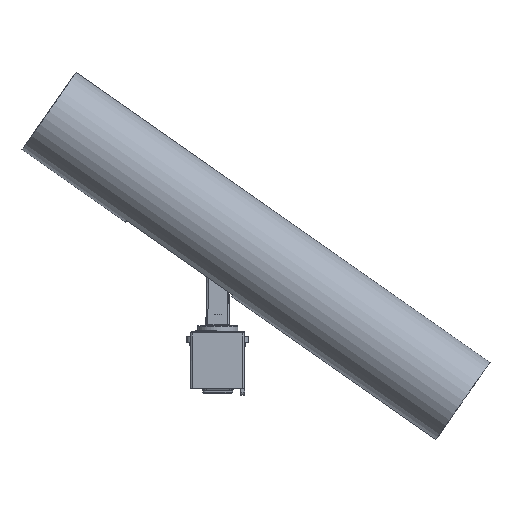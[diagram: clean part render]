
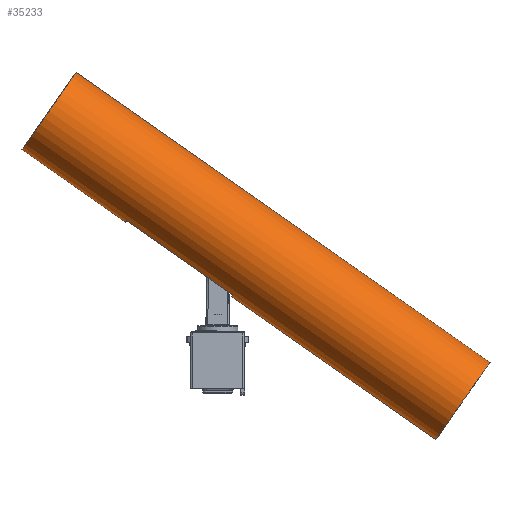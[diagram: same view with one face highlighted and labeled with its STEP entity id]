
A CAD part, front view. The second image highlights one B-rep face of the part: STEP entity #35233.
In plain terms, the highlighted cylindrical face has radius 14 mm (diameter 28 mm), a full revolution.
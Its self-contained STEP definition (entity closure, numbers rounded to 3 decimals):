
#1523=CYLINDRICAL_SURFACE('',#37370,14.);
#3115=FACE_OUTER_BOUND('',#5190,.T.);
#5190=EDGE_LOOP('',(#24222,#24223,#24224,#24225,#24226,#24227,#24228,#24229,
#24230,#24231,#24232,#24233));
#7378=LINE('',#50996,#10508);
#7380=LINE('',#51041,#10510);
#7388=LINE('',#51110,#10518);
#7389=LINE('',#51111,#10519);
#10508=VECTOR('',#40886,10.);
#10510=VECTOR('',#40894,10.);
#10518=VECTOR('',#40936,14.);
#10519=VECTOR('',#40937,14.);
#13626=CIRCLE('',#37310,14.);
#13632=CIRCLE('',#37320,14.);
#13652=CIRCLE('',#37351,14.);
#13653=CIRCLE('',#37352,14.);
#13654=CIRCLE('',#37354,14.);
#13655=CIRCLE('',#37355,14.);
#15085=VERTEX_POINT('',#50863);
#15091=VERTEX_POINT('',#50882);
#15117=VERTEX_POINT('',#50990);
#15118=VERTEX_POINT('',#50995);
#15120=VERTEX_POINT('',#51022);
#15121=VERTEX_POINT('',#51024);
#15124=VERTEX_POINT('',#51040);
#15126=VERTEX_POINT('',#51067);
#18560=EDGE_CURVE('',#15085,#15085,#13626,.T.);
#18569=EDGE_CURVE('',#15091,#15091,#13632,.T.);
#18605=EDGE_CURVE('',#15118,#15117,#7378,.T.);
#18608=EDGE_CURVE('',#15120,#15118,#13652,.T.);
#18609=EDGE_CURVE('',#15121,#15120,#13653,.T.);
#18613=EDGE_CURVE('',#15124,#15121,#7380,.T.);
#18616=EDGE_CURVE('',#15126,#15124,#13654,.T.);
#18617=EDGE_CURVE('',#15117,#15126,#13655,.T.);
#18633=EDGE_CURVE('',#15085,#15120,#7388,.T.);
#18634=EDGE_CURVE('',#15126,#15091,#7389,.T.);
#24222=ORIENTED_EDGE('',*,*,#18560,.F.);
#24223=ORIENTED_EDGE('',*,*,#18633,.T.);
#24224=ORIENTED_EDGE('',*,*,#18608,.T.);
#24225=ORIENTED_EDGE('',*,*,#18605,.T.);
#24226=ORIENTED_EDGE('',*,*,#18617,.T.);
#24227=ORIENTED_EDGE('',*,*,#18634,.T.);
#24228=ORIENTED_EDGE('',*,*,#18569,.T.);
#24229=ORIENTED_EDGE('',*,*,#18634,.F.);
#24230=ORIENTED_EDGE('',*,*,#18616,.T.);
#24231=ORIENTED_EDGE('',*,*,#18613,.T.);
#24232=ORIENTED_EDGE('',*,*,#18609,.T.);
#24233=ORIENTED_EDGE('',*,*,#18633,.F.);
#35233=ADVANCED_FACE('',(#3115),#1523,.T.);
#37310=AXIS2_PLACEMENT_3D('',#50864,#40790,#40791);
#37320=AXIS2_PLACEMENT_3D('',#50883,#40813,#40814);
#37351=AXIS2_PLACEMENT_3D('',#51023,#40887,#40888);
#37352=AXIS2_PLACEMENT_3D('',#51025,#40889,#40890);
#37354=AXIS2_PLACEMENT_3D('',#51068,#40895,#40896);
#37355=AXIS2_PLACEMENT_3D('',#51069,#40897,#40898);
#37370=AXIS2_PLACEMENT_3D('',#51109,#40934,#40935);
#40790=DIRECTION('center_axis',(0.819,0.,
-0.574));
#40791=DIRECTION('ref_axis',(0.,-1.,0.));
#40813=DIRECTION('center_axis',(0.819,0.,
-0.574));
#40814=DIRECTION('ref_axis',(0.,-1.,0.));
#40886=DIRECTION('',(-0.819,0.,0.574));
#40887=DIRECTION('center_axis',(0.819,0.,
-0.574));
#40888=DIRECTION('ref_axis',(0.574,0.,0.819));
#40889=DIRECTION('center_axis',(0.819,0.,
-0.574));
#40890=DIRECTION('ref_axis',(0.574,0.,0.819));
#40894=DIRECTION('',(0.819,0.,-0.574));
#40895=DIRECTION('center_axis',(-0.819,0.,
0.574));
#40896=DIRECTION('ref_axis',(0.574,0.,0.819));
#40897=DIRECTION('center_axis',(-0.819,0.,
0.574));
#40898=DIRECTION('ref_axis',(0.574,0.,0.819));
#40934=DIRECTION('center_axis',(0.819,0.,
-0.574));
#40935=DIRECTION('ref_axis',(0.574,0.,0.819));
#40936=DIRECTION('',(-0.819,0.,0.574));
#40937=DIRECTION('',(-0.819,0.,0.574));
#50863=CARTESIAN_POINT('',(64.776,0.,-15.126));
#50864=CARTESIAN_POINT('Origin',(72.806,0.,
-3.658));
#50882=CARTESIAN_POINT('',(-58.097,0.,70.911));
#50883=CARTESIAN_POINT('Origin',(-50.067,0.,
82.379));
#50990=CARTESIAN_POINT('',(-27.044,4.,49.88));
#50995=CARTESIAN_POINT('',(4.493,4.,27.797));
#50996=CARTESIAN_POINT('',(3.674,4.,28.371));
#51022=CARTESIAN_POINT('',(4.159,0.,27.319));
#51023=CARTESIAN_POINT('Origin',(12.189,0.,
38.787));
#51024=CARTESIAN_POINT('',(4.493,-4.,27.797));
#51025=CARTESIAN_POINT('Origin',(12.189,0.,
38.787));
#51040=CARTESIAN_POINT('',(-27.044,-4.,49.88));
#51041=CARTESIAN_POINT('',(3.674,-4.,28.371));
#51067=CARTESIAN_POINT('',(-27.379,0.,49.402));
#51068=CARTESIAN_POINT('Origin',(-19.349,0.,
60.87));
#51069=CARTESIAN_POINT('Origin',(-19.349,0.,
60.87));
#51109=CARTESIAN_POINT('Origin',(11.369,0.,
39.361));
#51110=CARTESIAN_POINT('',(3.339,0.,27.893));
#51111=CARTESIAN_POINT('',(3.339,0.,27.893));
